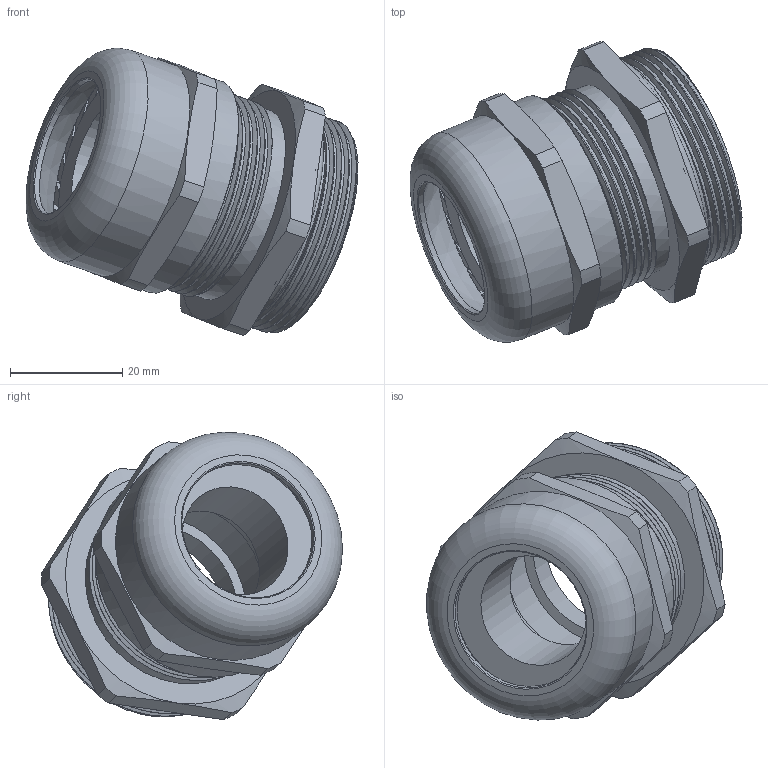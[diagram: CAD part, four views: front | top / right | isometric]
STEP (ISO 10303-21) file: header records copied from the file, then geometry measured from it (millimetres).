
FILE_DESCRIPTION(/* description */ ('Euro-Top M 40x1,5, KB: 12-20 mm'),/* implementation_level */ '2;1');
FILE_NAME(/* name */ '60180540-RST.stp',/* time_stamp */ '2019-12-04T13:55:23+01:00',/* author */ ('sl'),/* organization */ (''),/* preprocessor_version */ 'ST-DEVELOPER v16.5',/* originating_system */ 'Autodesk Inventor 2017',/* authorisation */ '');
FILE_SCHEMA (('AUTOMOTIVE_DESIGN { 1 0 10303 214 3 1 1 }'));
Length unit declared in the file: millimetre
Products named in the file (6): 60180540; 60080540; 60080540_1; 60180540_1; 60080540_2; 60080540_3
Assembly tree (5 placements, depth 2):
  60180540
    60080540
    60080540_1
    60180540_1
    60080540_2
    60080540_3
Bounding box: 59.14 x 53.61 x 51.19 mm (x, y, z)
Volume: 20781 mm3; surface area: 27223.1 mm2
Topology: 4 solids, 5 shells, 277 faces, 755 edges, 491 vertices
Faces by surface type: plane 135, cylinder 87, cone 25, torus 24, bspline 6
Full cylindrical faces by diameter (mm): 20.2 x1, 25.22 x1, 25.41 x1, 28.45 x1, 29.1 x1, 30.15 x1, 30.6 x1, 32 x1, 32.38 x1, 33.21 x1, 35.34 x2, 35.45 x1, 35.65 x4, 38.27 x1, 39.7 x2, 42.7 x1
Entity records: 13000 total; most frequent: CARTESIAN_POINT 6025, DIRECTION 1466, ORIENTED_EDGE 1384, EDGE_CURVE 692, AXIS2_PLACEMENT_3D 588, VERTEX_POINT 464, EDGE_LOOP 318, CIRCLE 306
